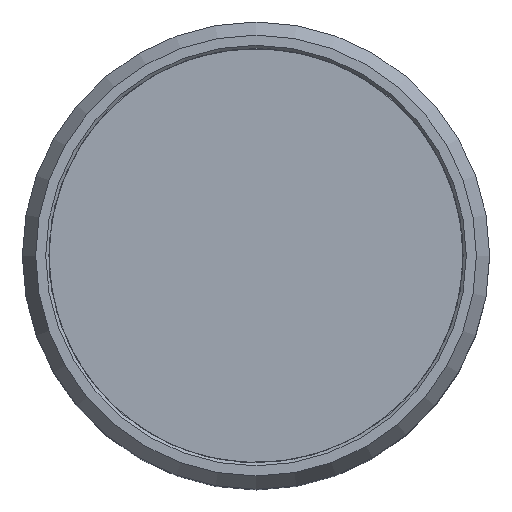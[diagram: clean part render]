
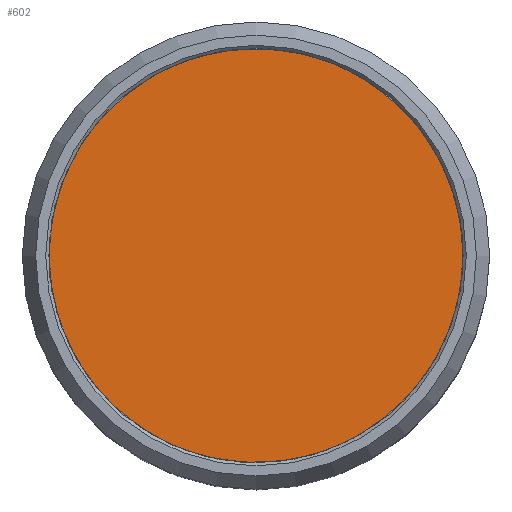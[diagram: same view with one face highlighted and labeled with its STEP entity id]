
A CAD part, top view. The second image highlights one B-rep face of the part: STEP entity #602.
In plain terms, the highlighted planar face has unit normal (0, 0, 1).
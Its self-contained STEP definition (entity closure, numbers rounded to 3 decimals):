
#79=PLANE('',#663);
#130=FACE_OUTER_BOUND('',#179,.T.);
#179=EDGE_LOOP('',(#422));
#246=CIRCLE('',#664,13.3);
#289=VERTEX_POINT('',#948);
#346=EDGE_CURVE('',#289,#289,#246,.T.);
#422=ORIENTED_EDGE('',*,*,#346,.T.);
#602=ADVANCED_FACE('',(#130),#79,.T.);
#663=AXIS2_PLACEMENT_3D('',#947,#762,#763);
#664=AXIS2_PLACEMENT_3D('',#949,#764,#765);
#762=DIRECTION('center_axis',(0.,0.,
1.));
#763=DIRECTION('ref_axis',(0.998,-0.07,0.));
#764=DIRECTION('center_axis',(0.,0.,
1.));
#765=DIRECTION('ref_axis',(0.07,0.998,0.));
#947=CARTESIAN_POINT('Origin',(0.464,6.634,0.));
#948=CARTESIAN_POINT('',(0.927,13.268,0.));
#949=CARTESIAN_POINT('Origin',(0.,0.,0.));
